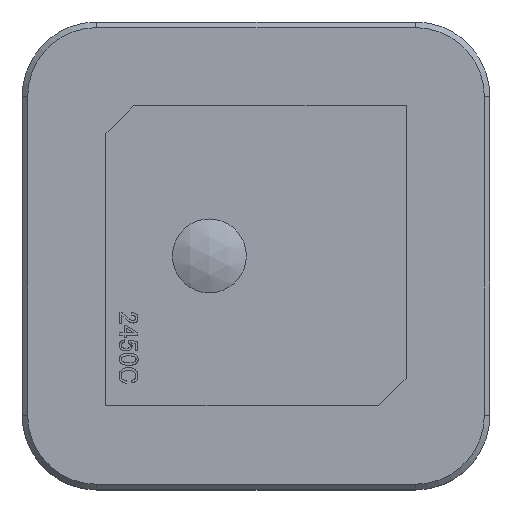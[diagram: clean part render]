
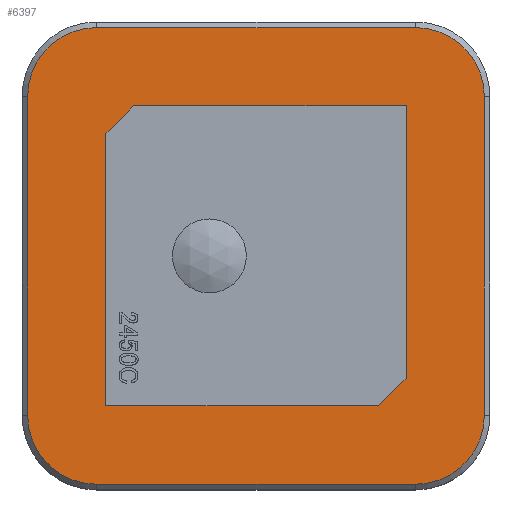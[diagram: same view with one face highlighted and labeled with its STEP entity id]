
A CAD part, top view. The second image highlights one B-rep face of the part: STEP entity #6397.
In plain terms, the highlighted planar face has unit normal (0, 0, 1).
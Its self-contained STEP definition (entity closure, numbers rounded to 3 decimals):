
#474=FACE_BOUND('',#1113,.T.);
#537=PLANE('',#6665);
#880=FACE_OUTER_BOUND('',#1112,.T.);
#1112=EDGE_LOOP('',(#4527,#4528,#4529,#4530,#4531,#4532,#4533,#4534));
#1113=EDGE_LOOP('',(#4535,#4536,#4537,#4538,#4539,#4540));
#1446=LINE('',#8705,#2013);
#1447=LINE('',#8709,#2014);
#1448=LINE('',#8713,#2015);
#1449=LINE('',#8717,#2016);
#1450=LINE('',#8721,#2017);
#1451=LINE('',#8723,#2018);
#1452=LINE('',#8725,#2019);
#1453=LINE('',#8727,#2020);
#1454=LINE('',#8729,#2021);
#1455=LINE('',#8730,#2022);
#2013=VECTOR('',#6997,1000.);
#2014=VECTOR('',#7000,1000.);
#2015=VECTOR('',#7003,1000.);
#2016=VECTOR('',#7006,1000.);
#2017=VECTOR('',#7009,1000.);
#2018=VECTOR('',#7010,1000.);
#2019=VECTOR('',#7011,1000.);
#2020=VECTOR('',#7012,1000.);
#2021=VECTOR('',#7013,1000.);
#2022=VECTOR('',#7014,1000.);
#2533=CIRCLE('',#6666,3.7);
#2534=CIRCLE('',#6667,3.7);
#2535=CIRCLE('',#6668,3.7);
#2536=CIRCLE('',#6669,3.7);
#2694=VERTEX_POINT('',#8703);
#2695=VERTEX_POINT('',#8704);
#2696=VERTEX_POINT('',#8706);
#2697=VERTEX_POINT('',#8708);
#2698=VERTEX_POINT('',#8710);
#2699=VERTEX_POINT('',#8712);
#2700=VERTEX_POINT('',#8714);
#2701=VERTEX_POINT('',#8716);
#2702=VERTEX_POINT('',#8719);
#2703=VERTEX_POINT('',#8720);
#2704=VERTEX_POINT('',#8722);
#2705=VERTEX_POINT('',#8724);
#2706=VERTEX_POINT('',#8726);
#2707=VERTEX_POINT('',#8728);
#3530=EDGE_CURVE('',#2694,#2695,#1446,.T.);
#3531=EDGE_CURVE('',#2695,#2696,#2533,.T.);
#3532=EDGE_CURVE('',#2696,#2697,#1447,.T.);
#3533=EDGE_CURVE('',#2697,#2698,#2534,.T.);
#3534=EDGE_CURVE('',#2698,#2699,#1448,.T.);
#3535=EDGE_CURVE('',#2699,#2700,#2535,.T.);
#3536=EDGE_CURVE('',#2700,#2701,#1449,.T.);
#3537=EDGE_CURVE('',#2701,#2694,#2536,.T.);
#3538=EDGE_CURVE('',#2702,#2703,#1450,.T.);
#3539=EDGE_CURVE('',#2704,#2702,#1451,.T.);
#3540=EDGE_CURVE('',#2704,#2705,#1452,.T.);
#3541=EDGE_CURVE('',#2706,#2705,#1453,.T.);
#3542=EDGE_CURVE('',#2707,#2706,#1454,.T.);
#3543=EDGE_CURVE('',#2707,#2703,#1455,.T.);
#4527=ORIENTED_EDGE('',*,*,#3530,.T.);
#4528=ORIENTED_EDGE('',*,*,#3531,.T.);
#4529=ORIENTED_EDGE('',*,*,#3532,.T.);
#4530=ORIENTED_EDGE('',*,*,#3533,.T.);
#4531=ORIENTED_EDGE('',*,*,#3534,.T.);
#4532=ORIENTED_EDGE('',*,*,#3535,.T.);
#4533=ORIENTED_EDGE('',*,*,#3536,.T.);
#4534=ORIENTED_EDGE('',*,*,#3537,.T.);
#4535=ORIENTED_EDGE('',*,*,#3538,.F.);
#4536=ORIENTED_EDGE('',*,*,#3539,.F.);
#4537=ORIENTED_EDGE('',*,*,#3540,.T.);
#4538=ORIENTED_EDGE('',*,*,#3541,.F.);
#4539=ORIENTED_EDGE('',*,*,#3542,.F.);
#4540=ORIENTED_EDGE('',*,*,#3543,.T.);
#6397=ADVANCED_FACE('',(#880,#474),#537,.T.);
#6665=AXIS2_PLACEMENT_3D('',#8702,#6995,#6996);
#6666=AXIS2_PLACEMENT_3D('',#8707,#6998,#6999);
#6667=AXIS2_PLACEMENT_3D('',#8711,#7001,#7002);
#6668=AXIS2_PLACEMENT_3D('',#8715,#7004,#7005);
#6669=AXIS2_PLACEMENT_3D('',#8718,#7007,#7008);
#6995=DIRECTION('center_axis',(0.,0.,
1.));
#6996=DIRECTION('ref_axis',(-1.,0.,0.));
#6997=DIRECTION('',(0.,-1.,0.));
#6998=DIRECTION('center_axis',(0.,0.,
1.));
#6999=DIRECTION('ref_axis',(-1.,0.,0.));
#7000=DIRECTION('',(1.,0.,0.));
#7001=DIRECTION('center_axis',(0.,0.,
1.));
#7002=DIRECTION('ref_axis',(-1.,0.,0.));
#7003=DIRECTION('',(0.,1.,0.));
#7004=DIRECTION('center_axis',(0.,0.,
1.));
#7005=DIRECTION('ref_axis',(-1.,0.,0.));
#7006=DIRECTION('',(-1.,0.,0.));
#7007=DIRECTION('center_axis',(0.,0.,
1.));
#7008=DIRECTION('ref_axis',(-1.,0.,0.));
#7009=DIRECTION('',(-1.,0.,0.));
#7010=DIRECTION('',(0.,1.,0.));
#7011=DIRECTION('',(-0.707,-0.707,0.));
#7012=DIRECTION('',(1.,0.,0.));
#7013=DIRECTION('',(0.,-1.,0.));
#7014=DIRECTION('',(0.707,0.707,0.));
#8702=CARTESIAN_POINT('Origin',(-1.641,-3.82,-19.8));
#8703=CARTESIAN_POINT('',(-13.891,4.73,-19.8));
#8704=CARTESIAN_POINT('',(-13.891,-12.37,-19.8));
#8705=CARTESIAN_POINT('',(-13.891,-3.82,-19.8));
#8706=CARTESIAN_POINT('',(-10.191,-16.07,-19.8));
#8707=CARTESIAN_POINT('Origin',(-10.191,-12.37,-19.8));
#8708=CARTESIAN_POINT('',(6.909,-16.07,-19.8));
#8709=CARTESIAN_POINT('',(-1.641,-16.07,-19.8));
#8710=CARTESIAN_POINT('',(10.609,-12.37,-19.8));
#8711=CARTESIAN_POINT('Origin',(6.909,-12.37,-19.8));
#8712=CARTESIAN_POINT('',(10.609,4.73,-19.8));
#8713=CARTESIAN_POINT('',(10.609,-3.82,-19.8));
#8714=CARTESIAN_POINT('',(6.909,8.43,-19.8));
#8715=CARTESIAN_POINT('Origin',(6.909,4.73,-19.8));
#8716=CARTESIAN_POINT('',(-10.191,8.43,-19.8));
#8717=CARTESIAN_POINT('',(-1.641,8.43,-19.8));
#8718=CARTESIAN_POINT('Origin',(-10.191,4.73,-19.8));
#8719=CARTESIAN_POINT('',(6.409,4.23,-19.8));
#8720=CARTESIAN_POINT('',(-8.191,4.23,-19.8));
#8721=CARTESIAN_POINT('',(-9.691,4.23,-19.8));
#8722=CARTESIAN_POINT('',(6.409,-10.37,-19.8));
#8723=CARTESIAN_POINT('',(6.409,-11.87,-19.8));
#8724=CARTESIAN_POINT('',(4.909,-11.87,-19.8));
#8725=CARTESIAN_POINT('',(6.409,-10.37,-19.8));
#8726=CARTESIAN_POINT('',(-9.691,-11.87,-19.8));
#8727=CARTESIAN_POINT('',(-9.691,-11.87,-19.8));
#8728=CARTESIAN_POINT('',(-9.691,2.73,-19.8));
#8729=CARTESIAN_POINT('',(-9.691,-11.87,-19.8));
#8730=CARTESIAN_POINT('',(-9.691,2.73,-19.8));
